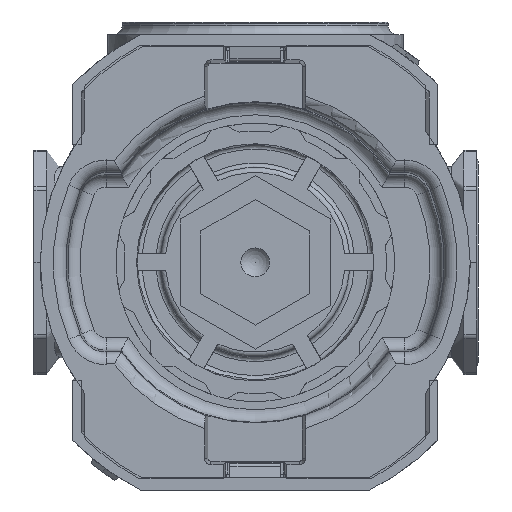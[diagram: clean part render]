
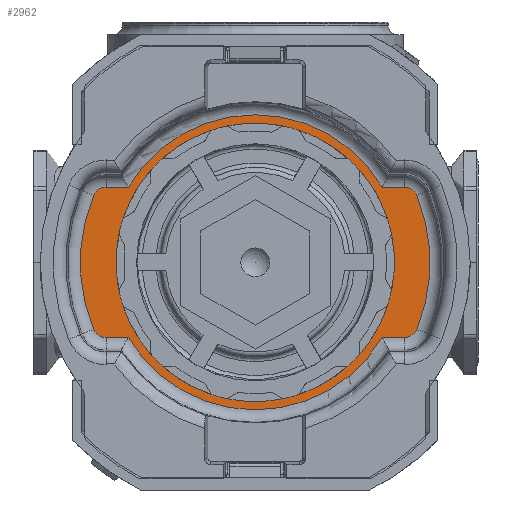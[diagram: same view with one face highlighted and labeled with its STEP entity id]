
A CAD part, front view. The second image highlights one B-rep face of the part: STEP entity #2962.
In plain terms, the highlighted planar face has unit normal (0, -1, 0).
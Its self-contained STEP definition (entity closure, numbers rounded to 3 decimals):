
#2962 = ADVANCED_FACE( '', ( #7353 ), #7354, .T. );
#7353 = FACE_OUTER_BOUND( '', #13449, .T. );
#7354 = PLANE( '', #13450 );
#13449 = EDGE_LOOP( '', ( #22230, #22231, #22232, #22233, #22234, #22235, #22236, #22237, #22238, #22239, #22240, #22241, #22242, #22243, #22244, #22245 ) );
#13450 = AXIS2_PLACEMENT_3D( '', #22246, #22247, #22248 );
#22230 = ORIENTED_EDGE( '', *, *, #38713, .F. );
#22231 = ORIENTED_EDGE( '', *, *, #38714, .T. );
#22232 = ORIENTED_EDGE( '', *, *, #38715, .F. );
#22233 = ORIENTED_EDGE( '', *, *, #38716, .T. );
#22234 = ORIENTED_EDGE( '', *, *, #38717, .T. );
#22235 = ORIENTED_EDGE( '', *, *, #38718, .T. );
#22236 = ORIENTED_EDGE( '', *, *, #38719, .T. );
#22237 = ORIENTED_EDGE( '', *, *, #38720, .F. );
#22238 = ORIENTED_EDGE( '', *, *, #38721, .T. );
#22239 = ORIENTED_EDGE( '', *, *, #38722, .T. );
#22240 = ORIENTED_EDGE( '', *, *, #38723, .T. );
#22241 = ORIENTED_EDGE( '', *, *, #36844, .F. );
#22242 = ORIENTED_EDGE( '', *, *, #37711, .F. );
#22243 = ORIENTED_EDGE( '', *, *, #38724, .F. );
#22244 = ORIENTED_EDGE( '', *, *, #38725, .F. );
#22245 = ORIENTED_EDGE( '', *, *, #38726, .T. );
#22246 = CARTESIAN_POINT( '', ( 0., 12., 0. ) );
#22247 = DIRECTION( '', ( 0., -1., 0. ) );
#22248 = DIRECTION( '', ( 0., 0., -1. ) );
#36844 = EDGE_CURVE( '', #44514, #44516, #44517, .T. );
#37711 = EDGE_CURVE( '', #46026, #44514, #46027, .T. );
#38713 = EDGE_CURVE( '', #47691, #47692, #47693, .T. );
#38714 = EDGE_CURVE( '', #47691, #47694, #47695, .T. );
#38715 = EDGE_CURVE( '', #47696, #47694, #47697, .T. );
#38716 = EDGE_CURVE( '', #47696, #47698, #47699, .T. );
#38717 = EDGE_CURVE( '', #47698, #47700, #47701, .T. );
#38718 = EDGE_CURVE( '', #47700, #47702, #47703, .T. );
#38719 = EDGE_CURVE( '', #47702, #47704, #47705, .T. );
#38720 = EDGE_CURVE( '', #47706, #47704, #47707, .T. );
#38721 = EDGE_CURVE( '', #47706, #47708, #47709, .T. );
#38722 = EDGE_CURVE( '', #47708, #47710, #47711, .T. );
#38723 = EDGE_CURVE( '', #47710, #44516, #47712, .T. );
#38724 = EDGE_CURVE( '', #47713, #46026, #47714, .T. );
#38725 = EDGE_CURVE( '', #47715, #47713, #47716, .T. );
#38726 = EDGE_CURVE( '', #47715, #47692, #47717, .T. );
#44514 = VERTEX_POINT( '', #55959 );
#44516 = VERTEX_POINT( '', #55961 );
#44517 = LINE( '', #55962, #55963 );
#46026 = VERTEX_POINT( '', #58532 );
#46027 = CIRCLE( '', #58533, 2.15 );
#47691 = VERTEX_POINT( '', #61331 );
#47692 = VERTEX_POINT( '', #61332 );
#47693 = LINE( '', #61333, #61334 );
#47694 = VERTEX_POINT( '', #61335 );
#47695 = CIRCLE( '', #61336, 23.325 );
#47696 = VERTEX_POINT( '', #61337 );
#47697 = LINE( '', #61338, #61339 );
#47698 = VERTEX_POINT( '', #61340 );
#47699 = LINE( '', #61341, #61342 );
#47700 = VERTEX_POINT( '', #61343 );
#47701 = CIRCLE( '', #61344, 2.15 );
#47702 = VERTEX_POINT( '', #61345 );
#47703 = CIRCLE( '', #61346, 27.65 );
#47704 = VERTEX_POINT( '', #61347 );
#47705 = CIRCLE( '', #61348, 2.15 );
#47706 = VERTEX_POINT( '', #61349 );
#47707 = LINE( '', #61350, #61351 );
#47708 = VERTEX_POINT( '', #61352 );
#47709 = LINE( '', #61353, #61354 );
#47710 = VERTEX_POINT( '', #61355 );
#47711 = CIRCLE( '', #61356, 23.325 );
#47712 = LINE( '', #61357, #61358 );
#47713 = VERTEX_POINT( '', #61359 );
#47714 = CIRCLE( '', #61360, 27.65 );
#47715 = VERTEX_POINT( '', #61361 );
#47716 = CIRCLE( '', #61362, 2.15 );
#47717 = LINE( '', #61363, #61364 );
#55959 = CARTESIAN_POINT( '', ( -23.559, 12., 11.908 ) );
#55961 = CARTESIAN_POINT( '', ( -23.559, 12., 11.89 ) );
#55962 = CARTESIAN_POINT( '', ( -23.559, 12., 11.908 ) );
#55963 = VECTOR( '', #73407, 1000. );
#58532 = CARTESIAN_POINT( '', ( -25.545, 12., 10.581 ) );
#58533 = AXIS2_PLACEMENT_3D( '', #74488, #74489, #74490 );
#61331 = CARTESIAN_POINT( '', ( -20.067, 12., -11.89 ) );
#61332 = CARTESIAN_POINT( '', ( -23.559, 12., -11.89 ) );
#61333 = CARTESIAN_POINT( '', ( 23.559, 12., -11.89 ) );
#61334 = VECTOR( '', #75874, 1000. );
#61335 = CARTESIAN_POINT( '', ( 20.067, 12., -11.89 ) );
#61336 = AXIS2_PLACEMENT_3D( '', #75875, #75876, #75877 );
#61337 = CARTESIAN_POINT( '', ( 23.559, 12., -11.89 ) );
#61338 = CARTESIAN_POINT( '', ( 23.559, 12., -11.89 ) );
#61339 = VECTOR( '', #75878, 1000. );
#61340 = CARTESIAN_POINT( '', ( 23.559, 12., -11.908 ) );
#61341 = CARTESIAN_POINT( '', ( 23.559, 12., -9.758 ) );
#61342 = VECTOR( '', #75879, 1000. );
#61343 = CARTESIAN_POINT( '', ( 25.545, 12., -10.581 ) );
#61344 = AXIS2_PLACEMENT_3D( '', #75880, #75881, #75882 );
#61345 = CARTESIAN_POINT( '', ( 25.545, 12., 10.581 ) );
#61346 = AXIS2_PLACEMENT_3D( '', #75883, #75884, #75885 );
#61347 = CARTESIAN_POINT( '', ( 23.559, 12., 11.908 ) );
#61348 = AXIS2_PLACEMENT_3D( '', #75886, #75887, #75888 );
#61349 = CARTESIAN_POINT( '', ( 23.559, 12., 11.89 ) );
#61350 = CARTESIAN_POINT( '', ( 23.559, 12., 9.758 ) );
#61351 = VECTOR( '', #75889, 1000. );
#61352 = CARTESIAN_POINT( '', ( 20.067, 12., 11.89 ) );
#61353 = CARTESIAN_POINT( '', ( 23.559, 12., 11.89 ) );
#61354 = VECTOR( '', #75890, 1000. );
#61355 = CARTESIAN_POINT( '', ( -20.067, 12., 11.89 ) );
#61356 = AXIS2_PLACEMENT_3D( '', #75891, #75892, #75893 );
#61357 = CARTESIAN_POINT( '', ( 23.559, 12., 11.89 ) );
#61358 = VECTOR( '', #75894, 1000. );
#61359 = CARTESIAN_POINT( '', ( -25.545, 12., -10.581 ) );
#61360 = AXIS2_PLACEMENT_3D( '', #75895, #75896, #75897 );
#61361 = CARTESIAN_POINT( '', ( -23.559, 12., -11.908 ) );
#61362 = AXIS2_PLACEMENT_3D( '', #75898, #75899, #75900 );
#61363 = CARTESIAN_POINT( '', ( -23.559, 12., -11.908 ) );
#61364 = VECTOR( '', #75901, 1000. );
#73407 = DIRECTION( '', ( 0., 0., -1. ) );
#74488 = CARTESIAN_POINT( '', ( -23.559, 12., 9.758 ) );
#74489 = DIRECTION( '', ( 0., 1., 0. ) );
#74490 = DIRECTION( '', ( 0., 0., 1. ) );
#75874 = DIRECTION( '', ( -1., 0., 0. ) );
#75875 = CARTESIAN_POINT( '', ( 0., 12., 0. ) );
#75876 = DIRECTION( '', ( 0., -1., 0. ) );
#75877 = DIRECTION( '', ( 0., 0., -1. ) );
#75878 = DIRECTION( '', ( -1., 0., 0. ) );
#75879 = DIRECTION( '', ( 0., 0., -1. ) );
#75880 = CARTESIAN_POINT( '', ( 23.559, 12., -9.758 ) );
#75881 = DIRECTION( '', ( 0., -1., 0. ) );
#75882 = DIRECTION( '', ( 0., 0., -1. ) );
#75883 = CARTESIAN_POINT( '', ( 0., 12., 0. ) );
#75884 = DIRECTION( '', ( 0., -1., 0. ) );
#75885 = DIRECTION( '', ( 0., 0., -1. ) );
#75886 = CARTESIAN_POINT( '', ( 23.559, 12., 9.758 ) );
#75887 = DIRECTION( '', ( 0., -1., 0. ) );
#75888 = DIRECTION( '', ( 0., 0., -1. ) );
#75889 = DIRECTION( '', ( 0., 0., 1. ) );
#75890 = DIRECTION( '', ( -1., 0., 0. ) );
#75891 = CARTESIAN_POINT( '', ( 0., 12., 0. ) );
#75892 = DIRECTION( '', ( 0., -1., 0. ) );
#75893 = DIRECTION( '', ( 0., 0., -1. ) );
#75894 = DIRECTION( '', ( -1., 0., 0. ) );
#75895 = CARTESIAN_POINT( '', ( 0., 12., 0. ) );
#75896 = DIRECTION( '', ( 0., 1., 0. ) );
#75897 = DIRECTION( '', ( 0., 0., 1. ) );
#75898 = CARTESIAN_POINT( '', ( -23.559, 12., -9.758 ) );
#75899 = DIRECTION( '', ( 0., 1., 0. ) );
#75900 = DIRECTION( '', ( 0., 0., 1. ) );
#75901 = DIRECTION( '', ( 0., 0., 1. ) );
